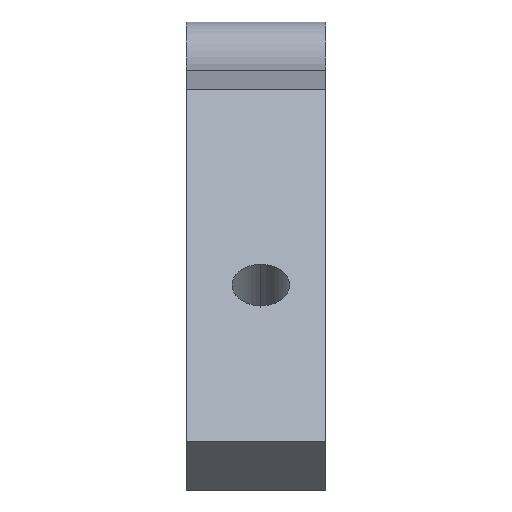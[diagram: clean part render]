
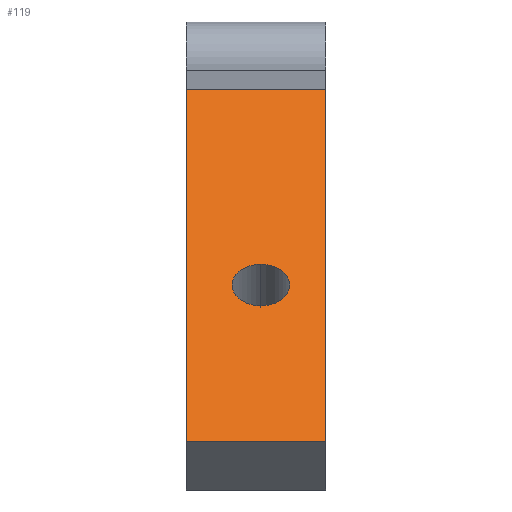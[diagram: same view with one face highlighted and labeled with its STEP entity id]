
A CAD part, left-side view. The second image highlights one B-rep face of the part: STEP entity #119.
In plain terms, the highlighted planar face has unit normal (-0.723, 0, 0.691).
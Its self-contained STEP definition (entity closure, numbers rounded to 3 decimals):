
#42=CARTESIAN_POINT('Vertex',(-24.048,-0.352,-15.465)) ;
#56=CARTESIAN_POINT('Vertex',(-21.192,-0.352,-12.476)) ;
#59=CARTESIAN_POINT('Axis2P3D Location',(-22.62,-0.352,-13.97)) ;
#71=CARTESIAN_POINT('Axis2P3D Location',(-33.391,-5.,-25.241)) ;
#76=CARTESIAN_POINT('Line Origine',(-33.391,0.,-25.241)) ;
#80=CARTESIAN_POINT('Vertex',(-33.391,-5.,-25.241)) ;
#82=CARTESIAN_POINT('Vertex',(-33.391,5.,-25.241)) ;
#85=CARTESIAN_POINT('Line Origine',(-21.3,-5.,-12.589)) ;
#89=CARTESIAN_POINT('Vertex',(-9.21,-5.,0.063)) ;
#92=CARTESIAN_POINT('Line Origine',(-9.21,0.,0.063)) ;
#96=CARTESIAN_POINT('Vertex',(-9.21,5.,0.063)) ;
#99=CARTESIAN_POINT('Line Origine',(-21.3,5.,-12.589)) ;
#110=CARTESIAN_POINT('Axis2P3D Location',(-22.62,-0.352,-13.97)) ;
#78=VECTOR('Line Direction',#77,1.) ;
#87=VECTOR('Line Direction',#86,1.) ;
#94=VECTOR('Line Direction',#93,1.) ;
#101=VECTOR('Line Direction',#100,1.) ;
#60=DIRECTION('Axis2P3D Direction',(0.723,0.,-0.691)) ;
#72=DIRECTION('Axis2P3D Direction',(-0.723,0.,0.691)) ;
#73=DIRECTION('Axis2P3D XDirection',(0.691,0.,0.723)) ;
#77=DIRECTION('Vector Direction',(0.,1.,0.)) ;
#86=DIRECTION('Vector Direction',(0.691,0.,0.723)) ;
#93=DIRECTION('Vector Direction',(0.,1.,0.)) ;
#100=DIRECTION('Vector Direction',(0.691,0.,0.723)) ;
#111=DIRECTION('Axis2P3D Direction',(-0.723,0.,0.691)) ;
#61=AXIS2_PLACEMENT_3D('Circle Axis2P3D',#59,#60,$) ;
#74=AXIS2_PLACEMENT_3D('Plane Axis2P3D',#71,#72,#73) ;
#112=AXIS2_PLACEMENT_3D('Circle Axis2P3D',#110,#111,$) ;
#79=LINE('Line',#76,#78) ;
#88=LINE('Line',#85,#87) ;
#95=LINE('Line',#92,#94) ;
#102=LINE('Line',#99,#101) ;
#62=CIRCLE('generated circle',#61,2.067) ;
#113=CIRCLE('generated circle',#112,2.067) ;
#75=PLANE('',#74) ;
#118=FACE_BOUND('',#115,.T.) ;
#63=EDGE_CURVE('',#57,#43,#62,.F.) ;
#84=EDGE_CURVE('',#81,#83,#79,.T.) ;
#91=EDGE_CURVE('',#90,#81,#88,.F.) ;
#98=EDGE_CURVE('',#90,#97,#95,.T.) ;
#103=EDGE_CURVE('',#83,#97,#102,.T.) ;
#114=EDGE_CURVE('',#43,#57,#113,.T.) ;
#104=EDGE_LOOP('',(#105,#106,#107,#108)) ;
#115=EDGE_LOOP('',(#116,#117)) ;
#105=ORIENTED_EDGE('',*,*,#84,.F.) ;
#106=ORIENTED_EDGE('',*,*,#91,.F.) ;
#107=ORIENTED_EDGE('',*,*,#98,.T.) ;
#108=ORIENTED_EDGE('',*,*,#103,.F.) ;
#116=ORIENTED_EDGE('',*,*,#114,.F.) ;
#117=ORIENTED_EDGE('',*,*,#63,.F.) ;
#43=VERTEX_POINT('',#42) ;
#57=VERTEX_POINT('',#56) ;
#81=VERTEX_POINT('',#80) ;
#83=VERTEX_POINT('',#82) ;
#90=VERTEX_POINT('',#89) ;
#97=VERTEX_POINT('',#96) ;
#119=ADVANCED_FACE('PartBody',(#109,#118),#75,.T.) ;
#109=FACE_OUTER_BOUND('',#104,.T.) ;
